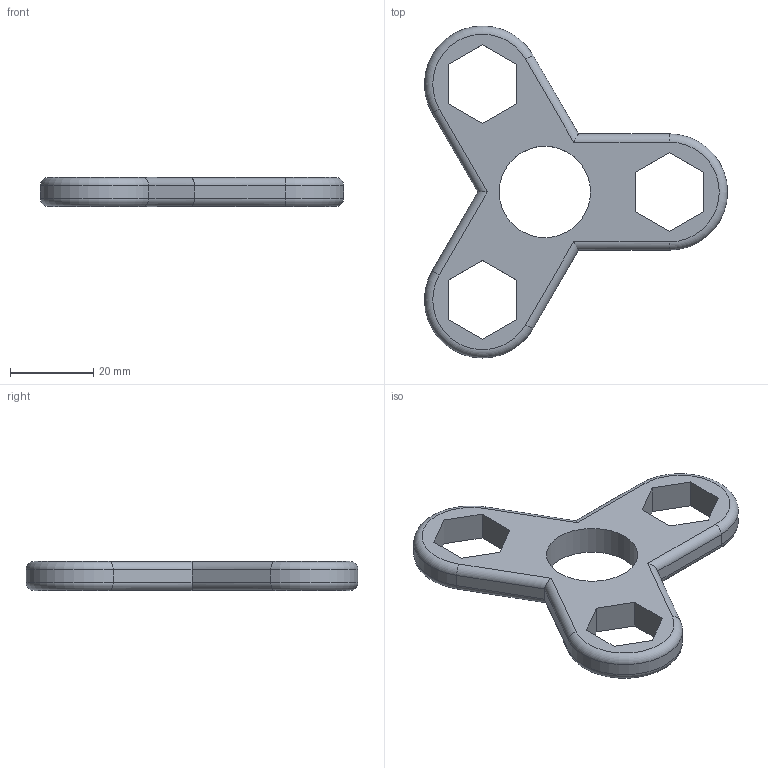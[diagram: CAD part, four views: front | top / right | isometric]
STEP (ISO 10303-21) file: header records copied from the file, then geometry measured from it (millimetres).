
FILE_DESCRIPTION(('FreeCAD Model'),'2;1');
FILE_NAME( 'Spinner.step', '2018-09-15T20:07:51',('Author'),(''), 'Open CASCADE STEP processor 6.8','FreeCAD','Unknown');
FILE_SCHEMA(('AUTOMOTIVE_DESIGN_CC2 { 1 2 10303 214 -1 1 5 4 }'));
Length unit declared in the file: millimetre
Products named in the file (2): ASSEMBLY; Spinner001
Assembly tree (1 placements, depth 2):
  ASSEMBLY
    Spinner001
Bounding box: 73 x 79.96 x 7 mm (x, y, z)
Volume: 13696.4 mm3; surface area: 7110.5 mm2
Topology: 1 solids, 1 shells, 48 faces, 120 edges, 74 vertices
Faces by surface type: plane 26, cylinder 16, torus 6
Full cylindrical faces by diameter (mm): 22 x1
Entity records: 3087 total; most frequent: CARTESIAN_POINT 628, DIRECTION 452, LINE 284, VECTOR 284, ORIENTED_EDGE 240, PCURVE 240, DEFINITIONAL_REPRESENTATION 240, EDGE_CURVE 120
